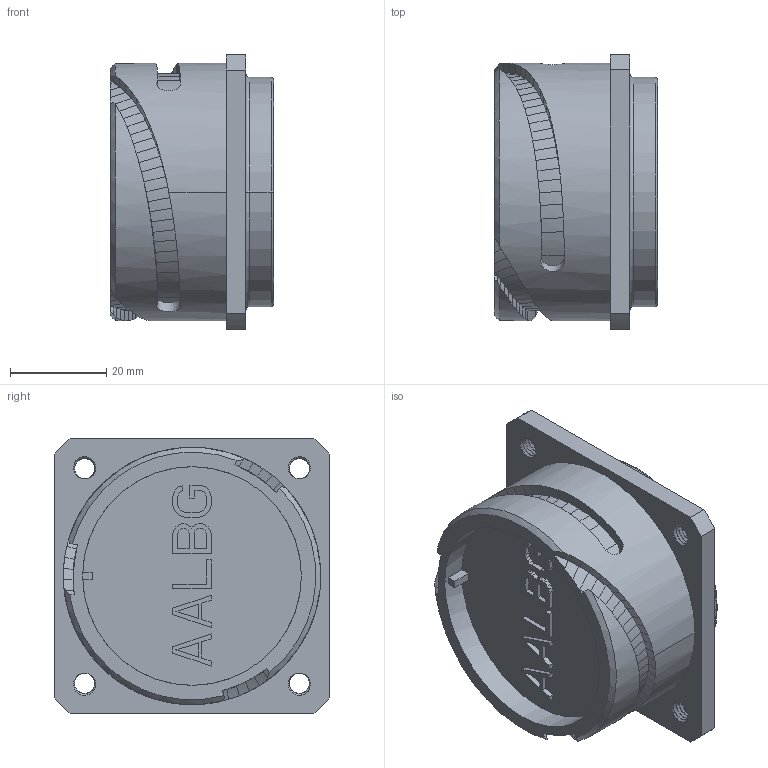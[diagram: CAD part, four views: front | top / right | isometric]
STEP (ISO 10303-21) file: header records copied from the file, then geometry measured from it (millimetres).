
FILE_DESCRIPTION((''),'2;1');
FILE_NAME('VG95234-32_SW0001','2023-02-02T16:07:57',('paultorloting'),('NET AG system integration'),'CREO PARAMETRIC BY PTC INC, 2021404','CREO PARAMETRIC BY PTC INC, 2021404','');
FILE_SCHEMA(('AUTOMOTIVE_DESIGN { 1 0 10303 214 1 1 1 1 }'));
Length unit declared in the file: millimetre
Products named in the file (1): VG95234-32_SW0001
Bounding box: 33.8 x 57 x 57 mm (x, y, z)
Volume: 59732.8 mm3; surface area: 14641.2 mm2
Topology: 1 solids, 1 shells, 551 faces, 1442 edges, 915 vertices
Faces by surface type: plane 263, bspline 224, cylinder 55, cone 5, torus 4
Entity records: 25475 total; most frequent: CARTESIAN_POINT 10957, ORIENTED_EDGE 2884, DIRECTION 1729, EDGE_CURVE 1442, VECTOR 966, LINE 966, VERTEX_POINT 915, EDGE_LOOP 581
